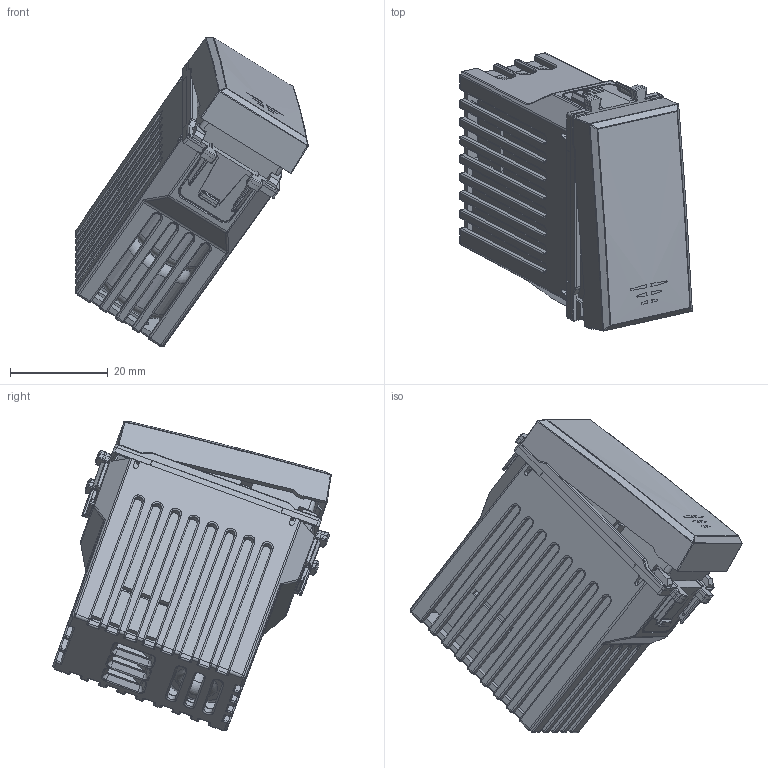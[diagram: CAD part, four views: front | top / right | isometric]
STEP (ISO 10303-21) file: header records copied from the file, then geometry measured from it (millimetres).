
FILE_DESCRIPTION(('CATIA V5 STEP Exchange'),'2;1');
FILE_NAME('442048U.stp','2025-01-24T09:04:40+00:00',('none'),('none'),'CATIA Version 5-6 Release 2016 SP6','CATIA V5 STEP AP203','none');
FILE_SCHEMA(('CONFIG_CONTROL_DESIGN'));
Products named in the file (1): STP
Assembly tree (4 placements, depth 2):
  STP
    #57
    #5455
    #35899
    #77904
Bounding box: 47.61 x 57 x 63.29 mm (x, y, z)
Volume: 22054.6 mm3; surface area: 31344.7 mm2
Topology: 15 solids, 15 shells, 2132 faces, 5657 edges, 3322 vertices
Faces by surface type: plane 764, cylinder 717, bspline 409, cone 94, sphere 72, torus 66, revolution 10
Entity records: 94952 total; most frequent: CARTESIAN_POINT 50596, ORIENTED_EDGE 10946, DIRECTION 6041, EDGE_CURVE 5473, VERTEX_POINT 3321, VECTOR 2608, LINE 2608, EDGE_LOOP 2186
